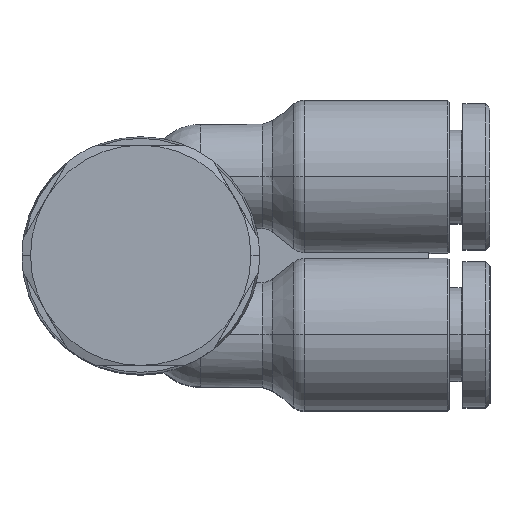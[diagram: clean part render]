
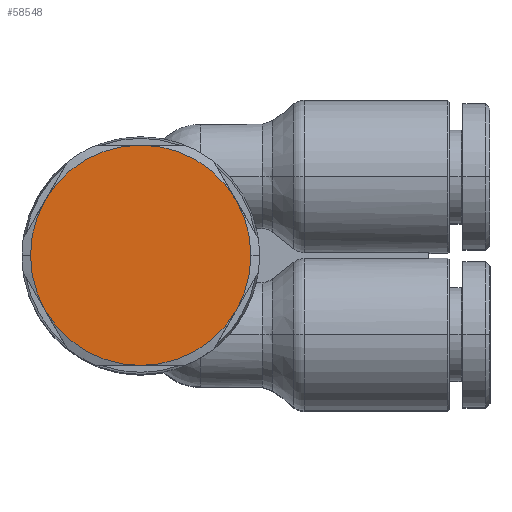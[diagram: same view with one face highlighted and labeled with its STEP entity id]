
A CAD part, top view. The second image highlights one B-rep face of the part: STEP entity #58548.
In plain terms, the highlighted planar face has unit normal (0, 0, 1).
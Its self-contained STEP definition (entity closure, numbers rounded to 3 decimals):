
#3438=CARTESIAN_POINT('',(-8.5,4.65,9.75));
#3439=VERTEX_POINT('',#3438);
#3447=CARTESIAN_POINT('',(-7.629,1.4,9.75));
#3448=VERTEX_POINT('',#3447);
#3462=CARTESIAN_POINT('',(-2.,4.65,9.75));
#3463=DIRECTION('',(0.0,0.0,1.0));
#3464=DIRECTION('',(1.0,0.0,0.0));
#3465=AXIS2_PLACEMENT_3D('',#3462,#3463,#3464);
#3466=CIRCLE('',#3465,6.5);
#3467=EDGE_CURVE('',#3439,#3448,#3466,.T.);
#3477=CARTESIAN_POINT('',(4.5,4.65,9.75));
#3478=VERTEX_POINT('',#3477);
#3485=CARTESIAN_POINT('',(3.629,1.4,9.75));
#3486=VERTEX_POINT('',#3485);
#3487=CARTESIAN_POINT('',(-2.,4.65,9.75));
#3488=DIRECTION('',(0.0,0.0,1.0));
#3489=DIRECTION('',(1.0,0.0,0.0));
#3490=AXIS2_PLACEMENT_3D('',#3487,#3488,#3489);
#3491=CIRCLE('',#3490,6.5);
#3492=EDGE_CURVE('',#3486,#3478,#3491,.T.);
#57950=CARTESIAN_POINT('',(-2.,11.15,9.75));
#57951=VERTEX_POINT('',#57950);
#57974=CARTESIAN_POINT('',(-7.629,7.9,9.75));
#57975=VERTEX_POINT('',#57974);
#57989=CARTESIAN_POINT('',(-2.,4.65,9.75));
#57990=DIRECTION('',(0.0,0.0,1.0));
#57991=DIRECTION('',(1.0,0.0,0.0));
#57992=AXIS2_PLACEMENT_3D('',#57989,#57990,#57991);
#57993=CIRCLE('',#57992,6.5);
#57994=EDGE_CURVE('',#57951,#57975,#57993,.T.);
#58006=CARTESIAN_POINT('',(3.629,7.9,9.75));
#58007=VERTEX_POINT('',#58006);
#58043=CARTESIAN_POINT('',(-2.,4.65,9.75));
#58044=DIRECTION('',(0.0,0.0,1.0));
#58045=DIRECTION('',(1.0,0.0,0.0));
#58046=AXIS2_PLACEMENT_3D('',#58043,#58044,#58045);
#58047=CIRCLE('',#58046,6.5);
#58048=EDGE_CURVE('',#58007,#57951,#58047,.T.);
#58081=CARTESIAN_POINT('',(-2.,4.65,9.75));
#58082=DIRECTION('',(0.0,0.0,1.0));
#58083=DIRECTION('',(1.0,0.0,0.0));
#58084=AXIS2_PLACEMENT_3D('',#58081,#58082,#58083);
#58085=CIRCLE('',#58084,6.5);
#58086=EDGE_CURVE('',#3478,#58007,#58085,.T.);
#58111=CARTESIAN_POINT('',(-2.,-1.85,9.75));
#58112=VERTEX_POINT('',#58111);
#58113=CARTESIAN_POINT('',(-2.,4.65,9.75));
#58114=DIRECTION('',(0.0,0.0,1.0));
#58115=DIRECTION('',(1.0,0.0,0.0));
#58116=AXIS2_PLACEMENT_3D('',#58113,#58114,#58115);
#58117=CIRCLE('',#58116,6.5);
#58118=EDGE_CURVE('',#58112,#3486,#58117,.T.);
#58165=CARTESIAN_POINT('',(-2.,4.65,9.75));
#58166=DIRECTION('',(0.0,0.0,1.0));
#58167=DIRECTION('',(1.0,0.0,0.0));
#58168=AXIS2_PLACEMENT_3D('',#58165,#58166,#58167);
#58169=CIRCLE('',#58168,6.5);
#58170=EDGE_CURVE('',#3448,#58112,#58169,.T.);
#58203=CARTESIAN_POINT('',(-2.,4.65,9.75));
#58204=DIRECTION('',(0.0,0.0,1.0));
#58205=DIRECTION('',(1.0,0.0,0.0));
#58206=AXIS2_PLACEMENT_3D('',#58203,#58204,#58205);
#58207=CIRCLE('',#58206,6.5);
#58208=EDGE_CURVE('',#57975,#3439,#58207,.T.);
#58533=CARTESIAN_POINT('',(1.25,4.65,9.75));
#58534=DIRECTION('',(0.0,0.0,1.0));
#58535=DIRECTION('',(-1.0,0.0,0.0));
#58536=AXIS2_PLACEMENT_3D('',#58533,#58534,#58535);
#58537=PLANE('',#58536);
#58538=ORIENTED_EDGE('',*,*,#58208,.T.);
#58539=ORIENTED_EDGE('',*,*,#3467,.T.);
#58540=ORIENTED_EDGE('',*,*,#58170,.T.);
#58541=ORIENTED_EDGE('',*,*,#58118,.T.);
#58542=ORIENTED_EDGE('',*,*,#3492,.T.);
#58543=ORIENTED_EDGE('',*,*,#58086,.T.);
#58544=ORIENTED_EDGE('',*,*,#58048,.T.);
#58545=ORIENTED_EDGE('',*,*,#57994,.T.);
#58546=EDGE_LOOP('',(#58538,#58539,#58540,#58541,#58542,#58543,#58544,#58545));
#58547=FACE_OUTER_BOUND('',#58546,.T.);
#58548=ADVANCED_FACE('',(#58547),#58537,.T.);
